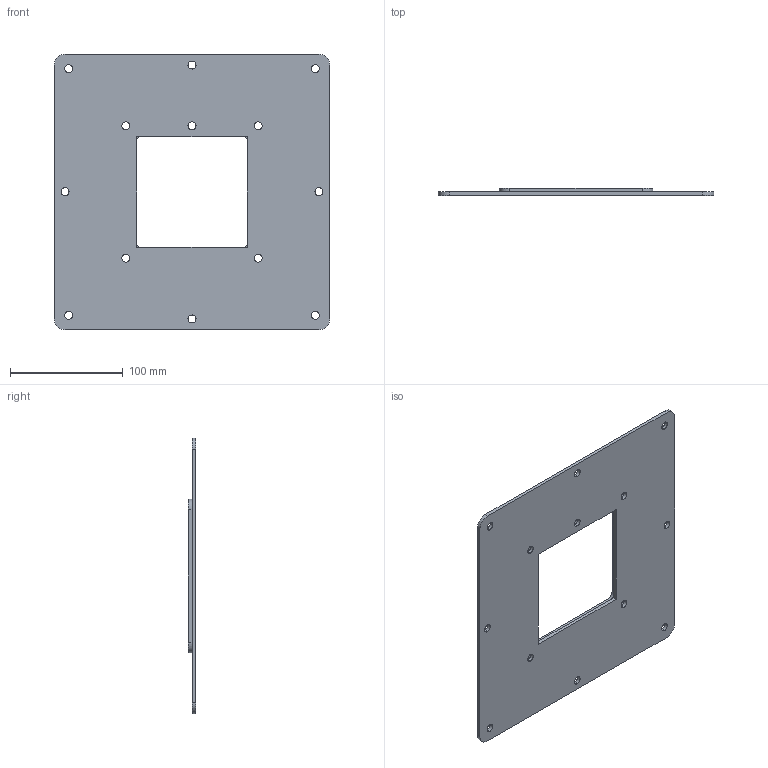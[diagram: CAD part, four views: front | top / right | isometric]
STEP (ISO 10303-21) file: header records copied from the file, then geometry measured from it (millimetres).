
FILE_DESCRIPTION (( 'STEP AP203' ), '1' );
FILE_NAME ('1487ERCC.step', '2024-04-25T14:42:16', ( '' ), ( '' ), 'SwSTEP 2.0', 'SolidWorks 2023', '' );
FILE_SCHEMA (( 'CONFIG_CONTROL_DESIGN' ));
Length unit declared in the file: inch
Products named in the file (1): 1487ERCC
Bounding box: 244.47 x 6.35 x 244.47 mm (x, y, z)
Volume: 183745.9 mm3; surface area: 124453.3 mm2
Topology: 2 solids, 2 shells, 74 faces, 210 edges, 140 vertices
Faces by surface type: cylinder 54, plane 20
Entity records: 2631 total; most frequent: DIRECTION 468, CARTESIAN_POINT 425, ORIENTED_EDGE 420, EDGE_CURVE 210, AXIS2_PLACEMENT_3D 183, VERTEX_POINT 140, EDGE_LOOP 120, CIRCLE 108
